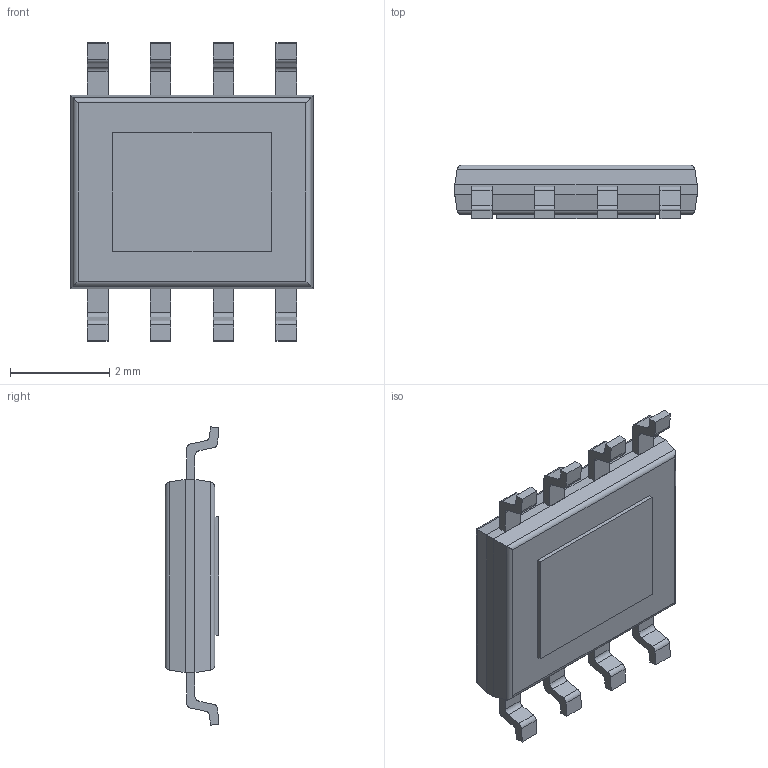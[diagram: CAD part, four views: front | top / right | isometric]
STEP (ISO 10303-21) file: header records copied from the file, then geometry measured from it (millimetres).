
FILE_DESCRIPTION (( 'STEP AP214' ), '1' );
FILE_NAME ('HTSOP-J8.STEP', '2020-07-18T07:14:31', ( '' ), ( '' ), 'SwSTEP 2.0', 'SolidWorks 2013', '' );
FILE_SCHEMA (( 'AUTOMOTIVE_DESIGN' ));
Length unit declared in the file: millimetre
Products named in the file (1): HTSOP-J8
Bounding box: 4.9 x 1.08 x 6.02 mm (x, y, z)
Volume: 20 mm3; surface area: 83.2 mm2
Topology: 10 solids, 10 shells, 142 faces, 348 edges, 227 vertices
Faces by surface type: plane 100, cylinder 40, sphere 2
Entity records: 4321 total; most frequent: CARTESIAN_POINT 742, ORIENTED_EDGE 696, DIRECTION 694, EDGE_CURVE 348, LINE 272, VECTOR 272, VERTEX_POINT 227, AXIS2_PLACEMENT_3D 211
